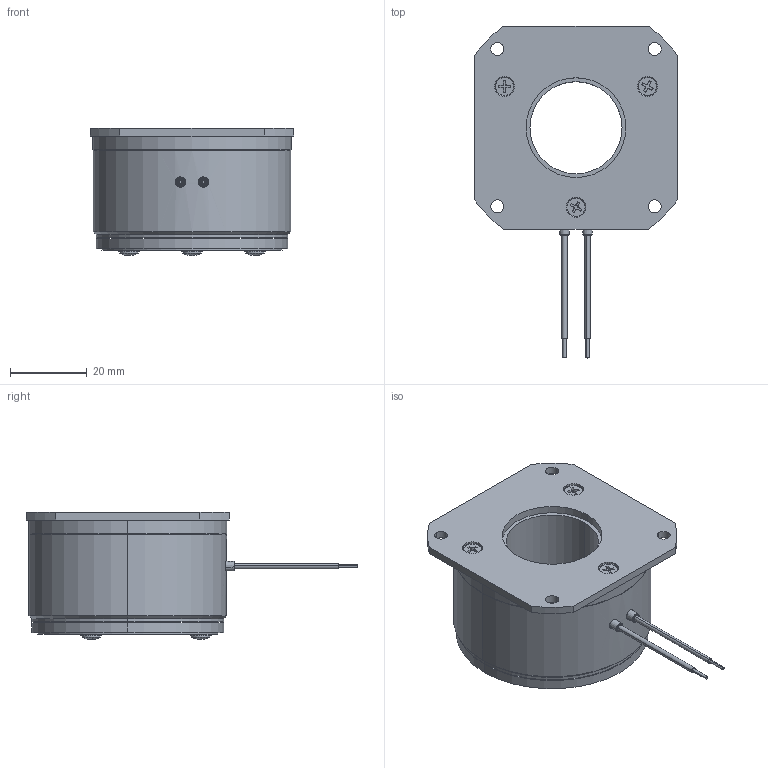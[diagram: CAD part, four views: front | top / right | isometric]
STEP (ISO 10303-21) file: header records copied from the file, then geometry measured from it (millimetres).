
FILE_DESCRIPTION (( 'STEP AP214' ), '1' );
FILE_NAME ('dr_bk_05P1-210_mu.STEP', '2024-05-27T07:24:26', ( '' ), ( '' ), 'SwSTEP 2.0', 'SolidWorks 2022', '' );
FILE_SCHEMA (( 'AUTOMOTIVE_DESIGN' ));
Length unit declared in the file: millimetre
Products named in the file (7): dr_bk_05P1-210_mu; 10069018_000; 10068964_000; 10068774_000_genietet (1,8 mm Klemmlänge Ø2,6); 10069017_000; 10068772_000; 10068779_000_eingebaut
Assembly tree (10 placements, depth 3):
  dr_bk_05P1-210_mu
    10068964_000
    10069018_000
      10069017_000
      10068772_000
      10068774_000_genietet (1,8 mm Klemmlänge Ø2,6)  x3
      10068779_000_eingebaut  x3
Bounding box: 53 x 86.5 x 33.15 mm (x, y, z)
Volume: 50894 mm3; surface area: 17732.1 mm2
Topology: 11 solids, 11 shells, 287 faces, 668 edges, 418 vertices
Faces by surface type: cylinder 126, plane 73, cone 62, torus 20, sphere 6
Entity records: 9246 total; most frequent: CARTESIAN_POINT 1473, DIRECTION 1294, ORIENTED_EDGE 1100, EDGE_CURVE 550, AXIS2_PLACEMENT_3D 513, VERTEX_POINT 350, EDGE_LOOP 292, VECTOR 268
